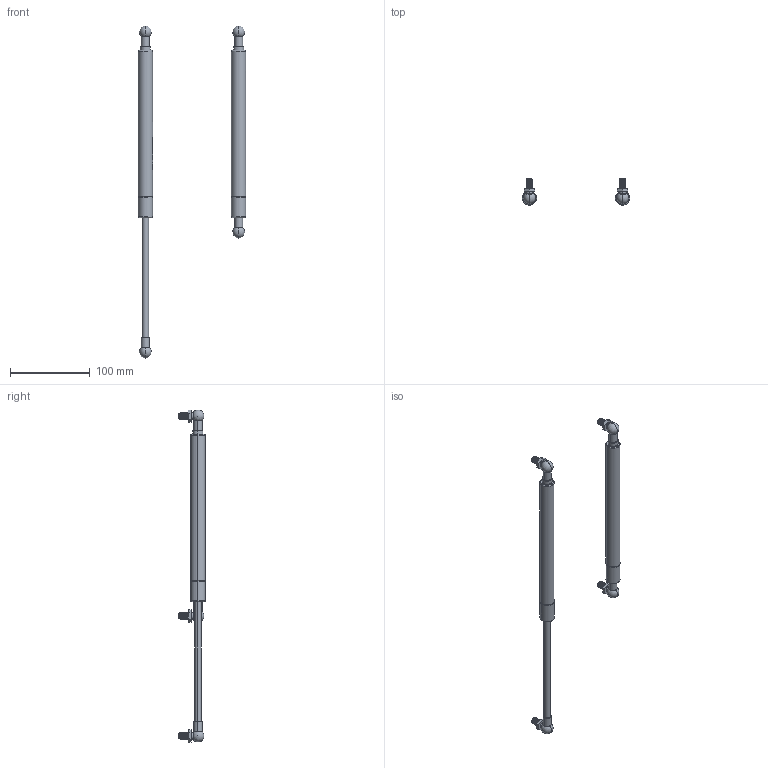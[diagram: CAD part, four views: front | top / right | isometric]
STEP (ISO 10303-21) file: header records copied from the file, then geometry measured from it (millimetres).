
FILE_DESCRIPTION (( 'STEP AP214' ), '1' );
FILE_NAME ('01852-Gas Strut Adjustable Pressure Black 400mm.STEP', '2019-05-14T04:03:33', ( '' ), ( '' ), 'SwSTEP 2.0', 'SolidWorks 2018', '' );
FILE_SCHEMA (( 'AUTOMOTIVE_DESIGN' ));
Length unit declared in the file: millimetre
Products named in the file (6): Ball Joint_1852; Black Gas Strut Body_1852; Ball Joint Inner_1852; Black Gas Strut Rod_1852; 01852-Gas Strut Adjustable Pressure Black 400mm; Ball Joint Outer_1852
Assembly tree (10 placements, depth 3):
  01852-Gas Strut Adjustable Pressure Black 400mm
    Black Gas Strut Body_1852  x2
    Black Gas Strut Rod_1852  x2
    Ball Joint_1852  x4
      Ball Joint Outer_1852
      Ball Joint Inner_1852
Bounding box: 134.61 x 33 x 415.01 mm (x, y, z)
Volume: 117334 mm3; surface area: 56294.3 mm2
Topology: 16 solids, 16 shells, 844 faces, 2344 edges, 1540 vertices
Faces by surface type: bspline 340, plane 220, cylinder 212, torus 32, sphere 24, cone 16
Entity records: 33322 total; most frequent: CARTESIAN_POINT 24931, ORIENTED_EDGE 2030, EDGE_CURVE 1015, DIRECTION 996, VERTEX_POINT 670, B_SPLINE_CURVE_WITH_KNOTS 597, EDGE_LOOP 389, AXIS2_PLACEMENT_3D 380
